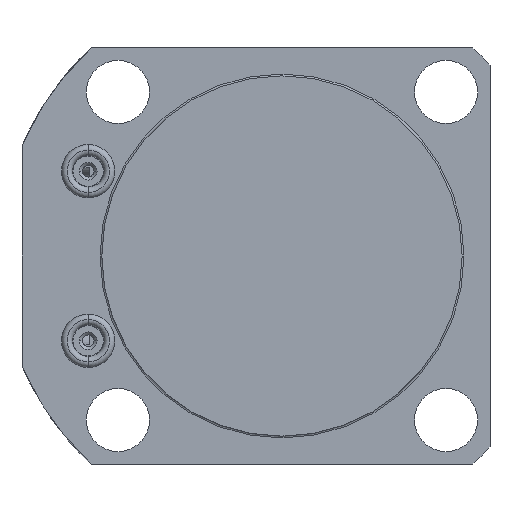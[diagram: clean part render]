
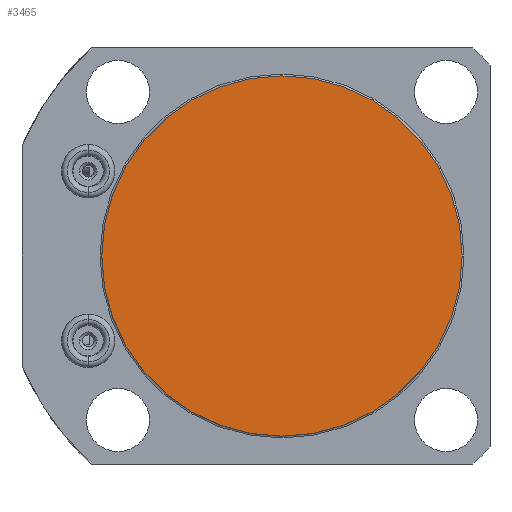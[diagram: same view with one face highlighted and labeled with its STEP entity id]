
A CAD part, front view. The second image highlights one B-rep face of the part: STEP entity #3465.
In plain terms, the highlighted planar face has unit normal (0, -1, 0).
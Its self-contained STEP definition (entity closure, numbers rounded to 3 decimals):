
#1390=CARTESIAN_POINT('',(0.,0.,0.));
#1391=DIRECTION('',(0.,-1.,0.));
#1392=DIRECTION('',(0.,0.,1.));
#1393=AXIS2_PLACEMENT_3D('',#1390,#1391,#1392);
#1395=CARTESIAN_POINT('',(0.,0.,0.));
#1396=DIRECTION('',(0.,-1.,0.));
#1397=DIRECTION('',(0.,0.,-1.));
#1398=AXIS2_PLACEMENT_3D('',#1395,#1396,#1397);
#1422=CARTESIAN_POINT('',(0.,0.,38.494));
#1423=CARTESIAN_POINT('',(0.,0.,-38.494));
#1424=VERTEX_POINT('',#1422);
#1425=VERTEX_POINT('',#1423);
#3456=CARTESIAN_POINT('',(0.,0.,0.));
#3457=DIRECTION('',(0.,1.,0.));
#3458=DIRECTION('',(0.,0.,1.));
#3459=AXIS2_PLACEMENT_3D('',#3456,#3457,#3458);
#3460=PLANE('',#3459);
#3461=ORIENTED_EDGE('',*,*,#3436,.F.);
#3462=ORIENTED_EDGE('',*,*,#3450,.F.);
#3463=EDGE_LOOP('',(#3461,#3462));
#3464=FACE_OUTER_BOUND('',#3463,.F.);
#1394=CIRCLE('',#1393,38.494);
#1399=CIRCLE('',#1398,38.494);
#3436=EDGE_CURVE('',#1424,#1425,#1394,.T.);
#3450=EDGE_CURVE('',#1425,#1424,#1399,.T.);
#3465=ADVANCED_FACE('',(#3464),#3460,.F.);
